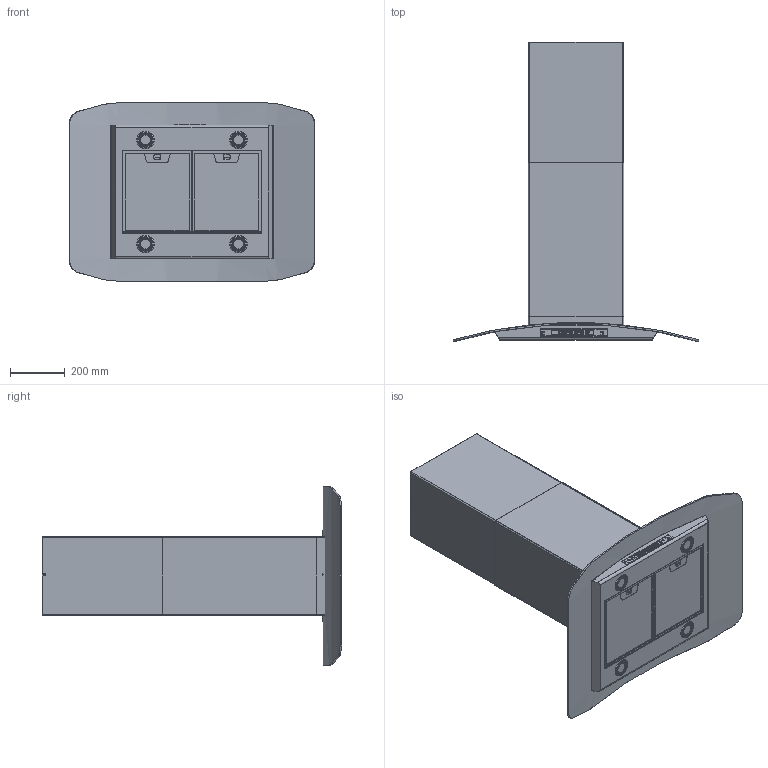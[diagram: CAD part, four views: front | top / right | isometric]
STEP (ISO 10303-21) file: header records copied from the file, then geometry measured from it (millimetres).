
FILE_DESCRIPTION((''),'2;1');
FILE_NAME('A75_798_ASM','2016-03-30T',('MN049'),(''),'PRO/ENGINEER BY PARAMETRIC TECHNOLOGY CORPORATION, 2014200','PRO/ENGINEER BY PARAMETRIC TECHNOLOGY CORPORATION, 2014200','');
FILE_SCHEMA(('CONFIG_CONTROL_DESIGN'));
Products named in the file (20): A75_053; A72_008; A75_734_ASM; A75_002; K37_020; A75_735_ASM; K37_015; K37_016; K37_711_ASM; CME_057; CME_705_AF4_ASM; CME_705_AF5_ASM; CME_705_AF6_ASM; CME_705_AF7_ASM; CIA_000C; A54_789_ASM; FIA_501; A75_741_ASM; CIA_400A; A75_798_ASM
Assembly tree (23 placements, depth 5):
  A75_798_ASM
    A75_741_ASM
      A75_735_ASM
        A75_734_ASM
          A75_053
          A72_008
        A75_002
        K37_020
      K37_711_ASM
        K37_015
        K37_016
      CME_705_AF4_ASM
        CME_057
      CME_705_AF5_ASM
        CME_057
      CME_705_AF6_ASM
        CME_057
      CME_705_AF7_ASM
        CME_057
      A54_789_ASM
        CIA_000C
      FIA_501  x2
    CIA_400A
Bounding box: 898 x 1093.23 x 650 mm (x, y, z)
Volume: 5002952.9 mm3; surface area: 6750836.4 mm2
Topology: 30 solids, 35 shells, 4673 faces, 12199 edges, 7806 vertices
Faces by surface type: plane 2882, cylinder 1101, bspline 303, torus 196, cone 159, sphere 32
Entity records: 131299 total; most frequent: CARTESIAN_POINT 43463, ORIENTED_EDGE 18738, DIRECTION 17088, EDGE_CURVE 9454, VECTOR 6798, LINE 6798, VERTEX_POINT 6052, AXIS2_PLACEMENT_3D 5145
